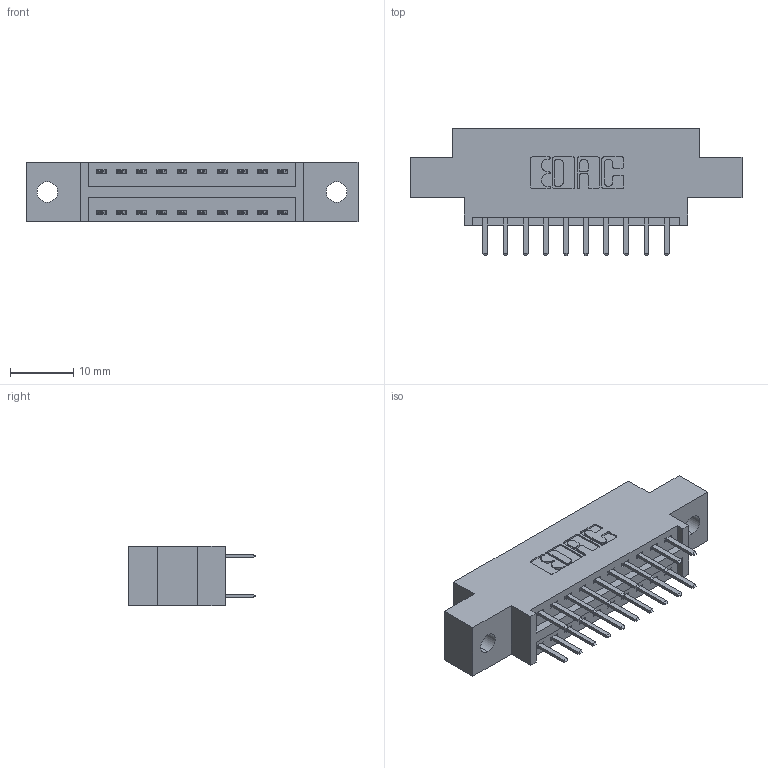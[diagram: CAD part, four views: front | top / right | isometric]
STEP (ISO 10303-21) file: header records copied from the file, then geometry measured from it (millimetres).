
FILE_DESCRIPTION (( 'STEP AP203' ), '1' );
FILE_NAME ('396-020-520-802.STEP', '2018-09-01T04:53:41', ( '' ), ( '' ), 'SwSTEP 2.0', 'SolidWorks 2016', '' );
FILE_SCHEMA (( 'CONFIG_CONTROL_DESIGN' ));
Length unit declared in the file: inch
Products named in the file (3): 346 Part_0.170 Offset - 0.128 Dia; 345-292-001_345-293-120; 396-020-520-802
Assembly tree (21 placements, depth 2):
  396-020-520-802
    346 Part_0.170 Offset - 0.128 Dia
    345-292-001_345-293-120  x20
Bounding box: 52.32 x 20.02 x 9.4 mm (x, y, z)
Volume: 4653.6 mm3; surface area: 5783.5 mm2
Topology: 21 solids, 21 shells, 1246 faces, 3601 edges, 2346 vertices
Faces by surface type: plane 820, cylinder 426
Entity records: 11083 total; most frequent: CARTESIAN_POINT 1884, ORIENTED_EDGE 1806, DIRECTION 1699, EDGE_CURVE 903, VECTOR 727, LINE 727, VERTEX_POINT 598, AXIS2_PLACEMENT_3D 486
